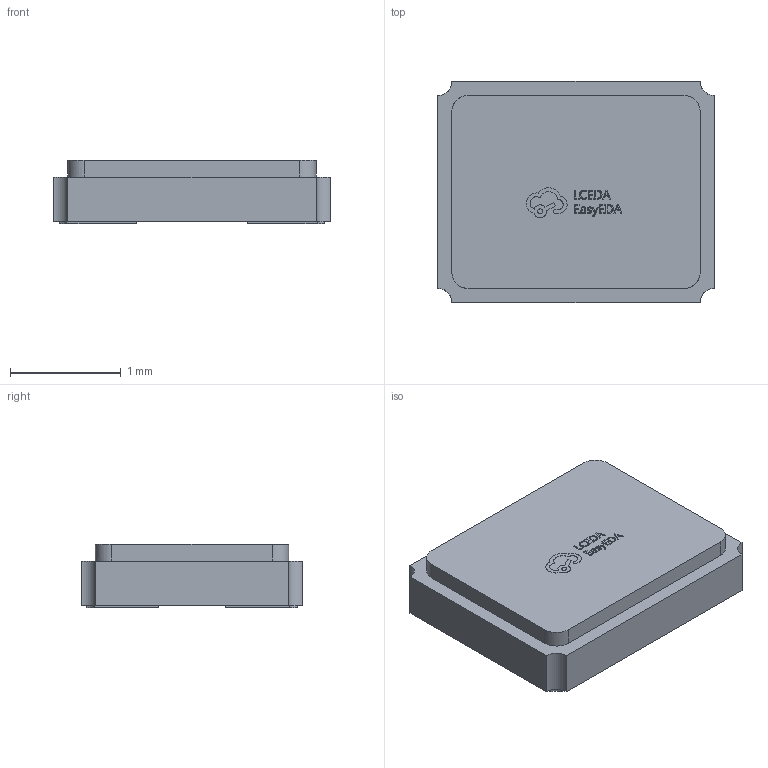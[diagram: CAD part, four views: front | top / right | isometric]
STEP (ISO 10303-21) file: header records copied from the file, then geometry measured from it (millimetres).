
FILE_DESCRIPTION(('Open CASCADE Model'),'2;1');
FILE_NAME('Open CASCADE Shape Model','2025-02-18T19:20:20',('Author'),( 'Open CASCADE'),'Open CASCADE STEP processor 7.8','Open CASCADE 7.8' ,'Unknown');
FILE_SCHEMA(('AUTOMOTIVE_DESIGN { 1 0 10303 214 1 1 1 1 }'));
Length unit declared in the file: millimetre
Products named in the file (1): COMPOUND
Bounding box: 2.5 x 2 x 0.57 mm (x, y, z)
Volume: 2.6 mm3; surface area: 18.4 mm2
Topology: 5 solids, 5 shells, 331 faces, 882 edges, 588 vertices
Faces by surface type: bspline 331
Entity records: 12706 total; most frequent: CARTESIAN_POINT 5265, ORIENTED_EDGE 1764, EDGE_CURVE 882, B_SPLINE_CURVE_WITH_KNOTS 858, VERTEX_POINT 588, FACE_BOUND 358, EDGE_LOOP 358, ADVANCED_FACE 331
